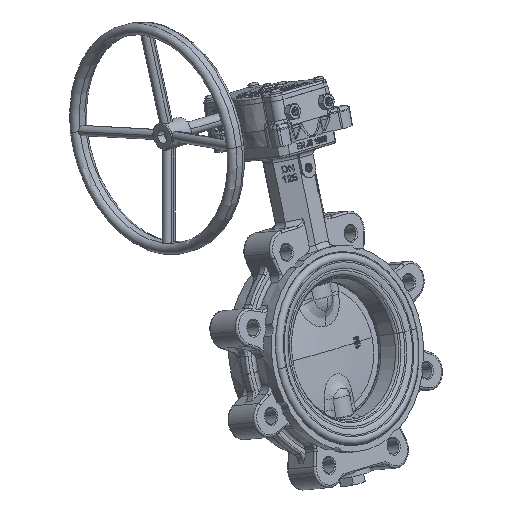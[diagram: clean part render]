
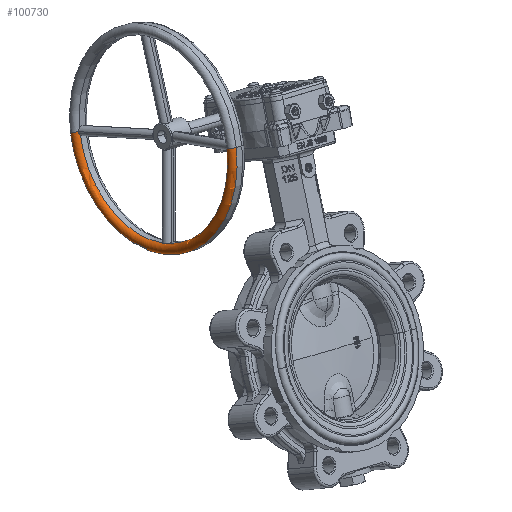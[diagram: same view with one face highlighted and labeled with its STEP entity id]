
A CAD part, left-side view. The second image highlights one B-rep face of the part: STEP entity #100730.
In plain terms, the highlighted toroidal (fillet/blend) face has major radius 100 mm and minor radius 5 mm.
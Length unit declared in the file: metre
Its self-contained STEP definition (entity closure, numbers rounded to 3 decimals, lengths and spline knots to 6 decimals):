
#1431 = CARTESIAN_POINT ( 'NONE',  ( 0.000633, 0.006512, -0.095232 ) ) ;
#2548 = EDGE_CURVE ( 'NONE', #81072, #80555, #66188, .T. ) ;
#2675 = CARTESIAN_POINT ( 'NONE',  ( 0.094941, 0.005, 0.003352 ) ) ;
#2832 = CARTESIAN_POINT ( 'NONE',  ( 0.003352, 0.005, 0.094941 ) ) ;
#5716 = ORIENTED_EDGE ( 'NONE', *, *, #90025, .F. ) ;
#5836 = VERTEX_POINT ( 'NONE', #2832 ) ;
#6230 = CARTESIAN_POINT ( 'NONE',  ( 0.094973, 0.005459, -0.002904 ) ) ;
#6367 = CARTESIAN_POINT ( 'NONE',  ( 0.000632, 0.006512, 0.095232 ) ) ;
#6594 = CIRCLE ( 'NONE', #15576, 0.095 ) ;
#8441 = CARTESIAN_POINT ( 'NONE',  ( 0., 0.005, 0. ) ) ;
#9402 = CARTESIAN_POINT ( 'NONE',  ( 0.001258, 0.006378, -0.095185 ) ) ;
#12320 = AXIS2_PLACEMENT_3D ( 'NONE', #29852, #27632, #64625 ) ;
#13000 = CARTESIAN_POINT ( 'NONE',  ( 0., 0.005, 0.1 ) ) ;
#13068 = CARTESIAN_POINT ( 'NONE',  ( 0.095223, 0.006486, -0.000787 ) ) ;
#14176 = CARTESIAN_POINT ( 'NONE',  ( 0.094941, 0.005, 0.003352 ) ) ;
#15576 = AXIS2_PLACEMENT_3D ( 'NONE', #36962, #62101, #90071 ) ;
#16335 = CARTESIAN_POINT ( 'NONE',  ( 0.094941, 0.005, -0.003352 ) ) ;
#17667 = CARTESIAN_POINT ( 'NONE',  ( 0.000316, 0.006548, 0.095245 ) ) ;
#19033 = CARTESIAN_POINT ( 'NONE',  ( 0., 0.006557, -0.095248 ) ) ;
#20155 = CARTESIAN_POINT ( 'NONE',  ( 0.002127, 0.006004, -0.095077 ) ) ;
#20713 = CARTESIAN_POINT ( 'NONE',  ( 0.003352, 0.005, -0.094941 ) ) ;
#21462 = AXIS2_PLACEMENT_3D ( 'NONE', #104681, #44174, #26512 ) ;
#21580 = CARTESIAN_POINT ( 'NONE',  ( 0.095232, 0.006511, 0.000637 ) ) ;
#22146 = CARTESIAN_POINT ( 'NONE',  ( 0.095222, 0.006484, 0.000796 ) ) ;
#22694 = CARTESIAN_POINT ( 'NONE',  ( 0.095037, 0.005837, 0.002403 ) ) ;
#23257 = CARTESIAN_POINT ( 'NONE',  ( 0.095245, 0.006548, -0.000312 ) ) ;
#24890 = B_SPLINE_CURVE_WITH_KNOTS ( 'NONE', 3,
 ( #111825, #86156, #17667, #6367, #52469, #77600, #94709, #42179, #111261, #58755, #60437, #95272 ),
 .UNSPECIFIED., .F., .F.,
 ( 4, 2, 2, 2, 2, 4 ),
 ( 0.003806, 0.004281, 0.004756, 0.005705, 0.006655, 0.007604 ),
 .UNSPECIFIED. ) ;
#26512 = DIRECTION ( 'NONE',  ( 0., 0., 1. ) ) ;
#27169 = EDGE_CURVE ( 'NONE', #84274, #84038, #55966, .T. ) ;
#27220 = DIRECTION ( 'NONE',  ( 0., 1., 0. ) ) ;
#27632 = DIRECTION ( 'NONE',  ( 1., 0., 0. ) ) ;
#27813 = CARTESIAN_POINT ( 'NONE',  ( 0.003352, 0.005, -0.094941 ) ) ;
#28003 = VERTEX_POINT ( 'NONE', #79727 ) ;
#28638 = CARTESIAN_POINT ( 'NONE',  ( 0., 0.005, 0.105 ) ) ;
#29397 = AXIS2_PLACEMENT_3D ( 'NONE', #35554, #51006, #58978 ) ;
#29852 = CARTESIAN_POINT ( 'NONE',  ( 0., 0.005, -0.1 ) ) ;
#32014 = ORIENTED_EDGE ( 'NONE', *, *, #45432, .F. ) ;
#35554 = CARTESIAN_POINT ( 'NONE',  ( 0., 0.005, 0. ) ) ;
#35559 = CARTESIAN_POINT ( 'NONE',  ( 0.002402, 0.005837, -0.095037 ) ) ;
#36962 = CARTESIAN_POINT ( 'NONE',  ( 0., 0.005, 0. ) ) ;
#37793 = CARTESIAN_POINT ( 'NONE',  ( 0.000793, 0.006485, -0.095222 ) ) ;
#40920 = CARTESIAN_POINT ( 'NONE',  ( 0.095232, 0.006513, -0.000628 ) ) ;
#42179 = CARTESIAN_POINT ( 'NONE',  ( 0.002128, 0.006004, 0.095077 ) ) ;
#44174 = DIRECTION ( 'NONE',  ( 0., 1., 0. ) ) ;
#45432 = EDGE_CURVE ( 'NONE', #5836, #84274, #6594, .T. ) ;
#47807 = CARTESIAN_POINT ( 'NONE',  ( 0.095076, 0.006004, 0.002129 ) ) ;
#49094 = CIRCLE ( 'NONE', #58229, 0.005 ) ;
#49499 = CARTESIAN_POINT ( 'NONE',  ( 0.095151, 0.006273, 0.001558 ) ) ;
#51006 = DIRECTION ( 'NONE',  ( 0., 1., 0. ) ) ;
#52469 = CARTESIAN_POINT ( 'NONE',  ( 0.00079, 0.006485, 0.095222 ) ) ;
#52886 = DIRECTION ( 'NONE',  ( 0., 0., 1. ) ) ;
#54949 = CARTESIAN_POINT ( 'NONE',  ( 0.001556, 0.006274, -0.095151 ) ) ;
#55501 = CARTESIAN_POINT ( 'NONE',  ( 0.002906, 0.005456, -0.094973 ) ) ;
#55966 = B_SPLINE_CURVE_WITH_KNOTS ( 'NONE', 3,
 ( #14176, #92327, #102024, #22694, #47807, #49499, #75229, #22146, #21580, #65478, #57494, #23257, #40920, #13068, #100332, #82616, #74658, #92906, #6230, #83738, #109994 ),
 .UNSPECIFIED., .F., .F.,
 ( 4, 2, 2, 2, 2, 1, 2, 2, 2, 2, 4 ),
 ( 0., 0.000951, 0.001901, 0.002852, 0.003327, 0.003802, 0.004278, 0.004753, 0.005703, 0.006654, 0.007604 ),
 .UNSPECIFIED. ) ;
#57494 = CARTESIAN_POINT ( 'NONE',  ( 0.095252, 0.006565, 0.000004 ) ) ;
#57530 = EDGE_CURVE ( 'NONE', #63635, #88236, #73147, .T. ) ;
#57957 = ORIENTED_EDGE ( 'NONE', *, *, #2548, .F. ) ;
#58229 = AXIS2_PLACEMENT_3D ( 'NONE', #13000, #98565, #107119 ) ;
#58755 = CARTESIAN_POINT ( 'NONE',  ( 0.002904, 0.005458, 0.094973 ) ) ;
#58978 = DIRECTION ( 'NONE',  ( 0., 0., 1. ) ) ;
#59568 = CIRCLE ( 'NONE', #12320, 0.005 ) ;
#60437 = CARTESIAN_POINT ( 'NONE',  ( 0.003139, 0.005241, 0.094948 ) ) ;
#62101 = DIRECTION ( 'NONE',  ( 0., 1., 0. ) ) ;
#63635 = VERTEX_POINT ( 'NONE', #28638 ) ;
#63891 = CARTESIAN_POINT ( 'NONE',  ( 0., 0.006557, -0.095248 ) ) ;
#64625 = DIRECTION ( 'NONE',  ( 0., 0., -1. ) ) ;
#65478 = CARTESIAN_POINT ( 'NONE',  ( 0.095245, 0.006547, 0.00032 ) ) ;
#66188 = B_SPLINE_CURVE_WITH_KNOTS ( 'NONE', 3,
 ( #20713, #71526, #55501, #35559, #20155, #54949, #9402, #37793, #1431, #98878, #97195, #19033 ),
 .UNSPECIFIED., .F., .F.,
 ( 4, 2, 2, 2, 2, 4 ),
 ( 0., 0.000952, 0.001903, 0.002855, 0.00333, 0.003806 ),
 .UNSPECIFIED. ) ;
#66419 = EDGE_LOOP ( 'NONE', ( #95462, #74062, #57957, #76331, #74172, #32014, #5716, #101299 ) ) ;
#68697 = CIRCLE ( 'NONE', #79730, 0.095 ) ;
#71526 = CARTESIAN_POINT ( 'NONE',  ( 0.003139, 0.005241, -0.094948 ) ) ;
#73147 = CIRCLE ( 'NONE', #29397, 0.105 ) ;
#73159 = EDGE_CURVE ( 'NONE', #63635, #28003, #49094, .T. ) ;
#74062 = ORIENTED_EDGE ( 'NONE', *, *, #99931, .T. ) ;
#74172 = ORIENTED_EDGE ( 'NONE', *, *, #27169, .F. ) ;
#74658 = CARTESIAN_POINT ( 'NONE',  ( 0.095077, 0.006005, -0.002126 ) ) ;
#75229 = CARTESIAN_POINT ( 'NONE',  ( 0.095185, 0.006377, 0.001261 ) ) ;
#76331 = ORIENTED_EDGE ( 'NONE', *, *, #100427, .F. ) ;
#77600 = CARTESIAN_POINT ( 'NONE',  ( 0.001256, 0.006379, 0.095185 ) ) ;
#79727 = CARTESIAN_POINT ( 'NONE',  ( 0., 0.006557, 0.095248 ) ) ;
#79730 = AXIS2_PLACEMENT_3D ( 'NONE', #8441, #27220, #52886 ) ;
#80555 = VERTEX_POINT ( 'NONE', #63891 ) ;
#81072 = VERTEX_POINT ( 'NONE', #27813 ) ;
#82616 = CARTESIAN_POINT ( 'NONE',  ( 0.095151, 0.006276, -0.001552 ) ) ;
#83738 = CARTESIAN_POINT ( 'NONE',  ( 0.094948, 0.005241, -0.003139 ) ) ;
#84038 = VERTEX_POINT ( 'NONE', #16335 ) ;
#84274 = VERTEX_POINT ( 'NONE', #2675 ) ;
#86156 = CARTESIAN_POINT ( 'NONE',  ( 0.000158, 0.006557, 0.095248 ) ) ;
#88236 = VERTEX_POINT ( 'NONE', #96843 ) ;
#90025 = EDGE_CURVE ( 'NONE', #28003, #5836, #24890, .T. ) ;
#90071 = DIRECTION ( 'NONE',  ( 0., 0., 1. ) ) ;
#92327 = CARTESIAN_POINT ( 'NONE',  ( 0.094948, 0.005241, 0.003139 ) ) ;
#92906 = CARTESIAN_POINT ( 'NONE',  ( 0.095037, 0.005839, -0.002399 ) ) ;
#94709 = CARTESIAN_POINT ( 'NONE',  ( 0.001554, 0.006275, 0.095151 ) ) ;
#95272 = CARTESIAN_POINT ( 'NONE',  ( 0.003352, 0.005, 0.094941 ) ) ;
#95462 = ORIENTED_EDGE ( 'NONE', *, *, #57530, .T. ) ;
#96843 = CARTESIAN_POINT ( 'NONE',  ( 0., 0.005, -0.105 ) ) ;
#97195 = CARTESIAN_POINT ( 'NONE',  ( 0.000158, 0.006557, -0.095248 ) ) ;
#98565 = DIRECTION ( 'NONE',  ( -1., 0., 0. ) ) ;
#98878 = CARTESIAN_POINT ( 'NONE',  ( 0.000317, 0.006548, -0.095245 ) ) ;
#99931 = EDGE_CURVE ( 'NONE', #88236, #80555, #59568, .T. ) ;
#100332 = CARTESIAN_POINT ( 'NONE',  ( 0.095186, 0.006379, -0.001254 ) ) ;
#100427 = EDGE_CURVE ( 'NONE', #84038, #81072, #68697, .T. ) ;
#100730 = ADVANCED_FACE ( 'NONE', ( #104102 ), #105302, .T. ) ;
#101299 = ORIENTED_EDGE ( 'NONE', *, *, #73159, .F. ) ;
#102024 = CARTESIAN_POINT ( 'NONE',  ( 0.094973, 0.005456, 0.002907 ) ) ;
#104102 = FACE_OUTER_BOUND ( 'NONE', #66419, .T. ) ;
#104681 = CARTESIAN_POINT ( 'NONE',  ( 0., 0.005, 0. ) ) ;
#105302 = TOROIDAL_SURFACE ( 'NONE', #21462, 0.1, 0.005 ) ;
#107119 = DIRECTION ( 'NONE',  ( 0., 0., 1. ) ) ;
#109994 = CARTESIAN_POINT ( 'NONE',  ( 0.094941, 0.005, -0.003352 ) ) ;
#111261 = CARTESIAN_POINT ( 'NONE',  ( 0.002401, 0.005838, 0.095037 ) ) ;
#111825 = CARTESIAN_POINT ( 'NONE',  ( 0., 0.006557, 0.095248 ) ) ;
